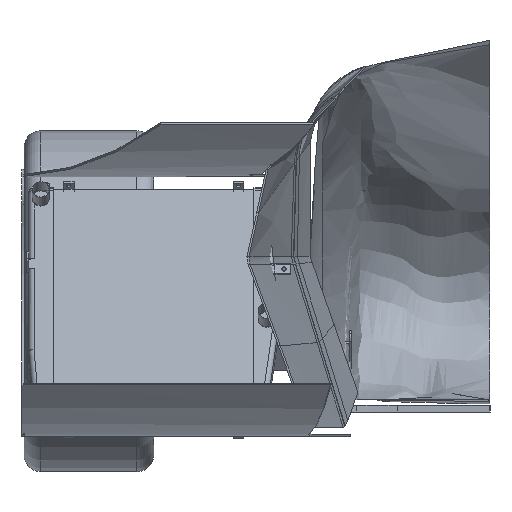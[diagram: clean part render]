
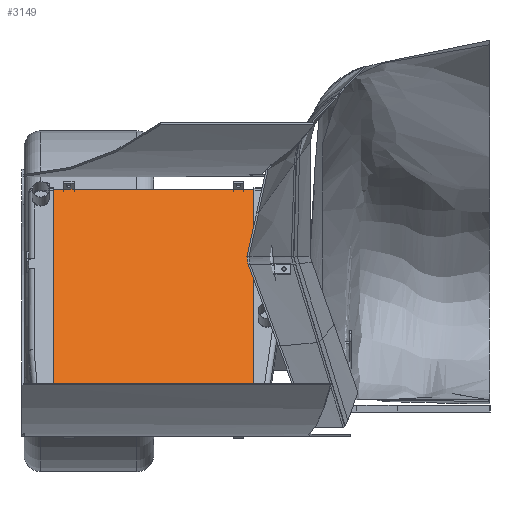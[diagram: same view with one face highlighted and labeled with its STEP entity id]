
A CAD part, left-side view. The second image highlights one B-rep face of the part: STEP entity #3149.
In plain terms, the highlighted face is planar.
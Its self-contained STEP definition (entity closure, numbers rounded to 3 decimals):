
#527=CARTESIAN_POINT('Vertex',(45.9,337.,383.)) ;
#532=CARTESIAN_POINT('Line Origine',(45.9,337.,194.)) ;
#536=CARTESIAN_POINT('Vertex',(45.9,337.,5.)) ;
#1217=CARTESIAN_POINT('Vertex',(45.9,37.,5.)) ;
#1220=CARTESIAN_POINT('Line Origine',(45.9,37.,194.)) ;
#1224=CARTESIAN_POINT('Vertex',(45.9,37.,383.)) ;
#2797=CARTESIAN_POINT('Vertex',(45.9,322.,383.)) ;
#2931=CARTESIAN_POINT('Vertex',(45.9,306.,383.)) ;
#2934=CARTESIAN_POINT('Line Origine',(45.9,314.,383.)) ;
#2950=CARTESIAN_POINT('Line Origine',(45.9,329.5,383.)) ;
#2999=CARTESIAN_POINT('Vertex',(45.9,52.,5.)) ;
#3004=CARTESIAN_POINT('Line Origine',(45.9,44.5,5.)) ;
#3025=CARTESIAN_POINT('Vertex',(45.9,306.,5.)) ;
#3030=CARTESIAN_POINT('Line Origine',(45.9,187.,5.)) ;
#3034=CARTESIAN_POINT('Vertex',(45.9,68.,5.)) ;
#3062=CARTESIAN_POINT('Vertex',(45.9,322.,5.)) ;
#3070=CARTESIAN_POINT('Line Origine',(45.9,329.5,5.)) ;
#3101=CARTESIAN_POINT('Axis2P3D Location',(45.9,37.,383.)) ;
#3106=CARTESIAN_POINT('Line Origine',(45.9,187.,383.)) ;
#3110=CARTESIAN_POINT('Vertex',(45.9,68.,383.)) ;
#3113=CARTESIAN_POINT('Line Origine',(45.9,60.,383.)) ;
#3117=CARTESIAN_POINT('Vertex',(45.9,52.,383.)) ;
#3120=CARTESIAN_POINT('Line Origine',(45.9,44.5,383.)) ;
#3125=CARTESIAN_POINT('Line Origine',(45.9,60.,5.)) ;
#3130=CARTESIAN_POINT('Line Origine',(45.9,314.,5.)) ;
#533=DIRECTION('Vector Direction',(0.,0.,-1.)) ;
#1221=DIRECTION('Vector Direction',(0.,0.,-1.)) ;
#2935=DIRECTION('Vector Direction',(0.,1.,0.)) ;
#2951=DIRECTION('Vector Direction',(0.,1.,0.)) ;
#3005=DIRECTION('Vector Direction',(0.,1.,0.)) ;
#3031=DIRECTION('Vector Direction',(0.,1.,0.)) ;
#3071=DIRECTION('Vector Direction',(0.,1.,0.)) ;
#3102=DIRECTION('Axis2P3D Direction',(1.,0.,0.)) ;
#3103=DIRECTION('Axis2P3D XDirection',(0.,0.,-1.)) ;
#3107=DIRECTION('Vector Direction',(0.,1.,0.)) ;
#3114=DIRECTION('Vector Direction',(0.,1.,0.)) ;
#3121=DIRECTION('Vector Direction',(0.,1.,0.)) ;
#3126=DIRECTION('Vector Direction',(0.,1.,0.)) ;
#3131=DIRECTION('Vector Direction',(0.,1.,0.)) ;
#3104=AXIS2_PLACEMENT_3D('Plane Axis2P3D',#3101,#3102,#3103) ;
#3136=ORIENTED_EDGE('',*,*,#2954,.F.) ;
#3137=ORIENTED_EDGE('',*,*,#2938,.F.) ;
#3138=ORIENTED_EDGE('',*,*,#3112,.F.) ;
#3139=ORIENTED_EDGE('',*,*,#3119,.F.) ;
#3140=ORIENTED_EDGE('',*,*,#3124,.F.) ;
#3141=ORIENTED_EDGE('',*,*,#1226,.T.) ;
#3142=ORIENTED_EDGE('',*,*,#3008,.T.) ;
#3143=ORIENTED_EDGE('',*,*,#3129,.T.) ;
#3144=ORIENTED_EDGE('',*,*,#3036,.T.) ;
#3145=ORIENTED_EDGE('',*,*,#3134,.T.) ;
#3146=ORIENTED_EDGE('',*,*,#3074,.T.) ;
#3147=ORIENTED_EDGE('',*,*,#538,.F.) ;
#534=VECTOR('Line Direction',#533,1.) ;
#1222=VECTOR('Line Direction',#1221,1.) ;
#2936=VECTOR('Line Direction',#2935,1.) ;
#2952=VECTOR('Line Direction',#2951,1.) ;
#3006=VECTOR('Line Direction',#3005,1.) ;
#3032=VECTOR('Line Direction',#3031,1.) ;
#3072=VECTOR('Line Direction',#3071,1.) ;
#3108=VECTOR('Line Direction',#3107,1.) ;
#3115=VECTOR('Line Direction',#3114,1.) ;
#3122=VECTOR('Line Direction',#3121,1.) ;
#3127=VECTOR('Line Direction',#3126,1.) ;
#3132=VECTOR('Line Direction',#3131,1.) ;
#3149=ADVANCED_FACE('',(#3148),#3105,.T.) ;
#538=EDGE_CURVE('',#528,#537,#535,.T.) ;
#1226=EDGE_CURVE('',#1225,#1218,#1223,.T.) ;
#2938=EDGE_CURVE('',#2932,#2798,#2937,.T.) ;
#2954=EDGE_CURVE('',#2798,#528,#2953,.T.) ;
#3008=EDGE_CURVE('',#1218,#3000,#3007,.T.) ;
#3036=EDGE_CURVE('',#3035,#3026,#3033,.T.) ;
#3074=EDGE_CURVE('',#3063,#537,#3073,.T.) ;
#3112=EDGE_CURVE('',#3111,#2932,#3109,.T.) ;
#3119=EDGE_CURVE('',#3118,#3111,#3116,.T.) ;
#3124=EDGE_CURVE('',#1225,#3118,#3123,.T.) ;
#3129=EDGE_CURVE('',#3000,#3035,#3128,.T.) ;
#3134=EDGE_CURVE('',#3026,#3063,#3133,.T.) ;
#3135=EDGE_LOOP('',(#3136,#3137,#3138,#3139,#3140,#3141,#3142,#3143,#3144,#3145,#3146,#3147)) ;
#3148=FACE_OUTER_BOUND('',#3135,.T.) ;
#535=LINE('Line',#532,#534) ;
#1223=LINE('Line',#1220,#1222) ;
#2937=LINE('Line',#2934,#2936) ;
#2953=LINE('Line',#2950,#2952) ;
#3007=LINE('Line',#3004,#3006) ;
#3033=LINE('Line',#3030,#3032) ;
#3073=LINE('Line',#3070,#3072) ;
#3109=LINE('Line',#3106,#3108) ;
#3116=LINE('Line',#3113,#3115) ;
#3123=LINE('Line',#3120,#3122) ;
#3128=LINE('Line',#3125,#3127) ;
#3133=LINE('Line',#3130,#3132) ;
#3105=PLANE('Plane',#3104) ;
#528=VERTEX_POINT('',#527) ;
#537=VERTEX_POINT('',#536) ;
#1218=VERTEX_POINT('',#1217) ;
#1225=VERTEX_POINT('',#1224) ;
#2798=VERTEX_POINT('',#2797) ;
#2932=VERTEX_POINT('',#2931) ;
#3000=VERTEX_POINT('',#2999) ;
#3026=VERTEX_POINT('',#3025) ;
#3035=VERTEX_POINT('',#3034) ;
#3063=VERTEX_POINT('',#3062) ;
#3111=VERTEX_POINT('',#3110) ;
#3118=VERTEX_POINT('',#3117) ;
